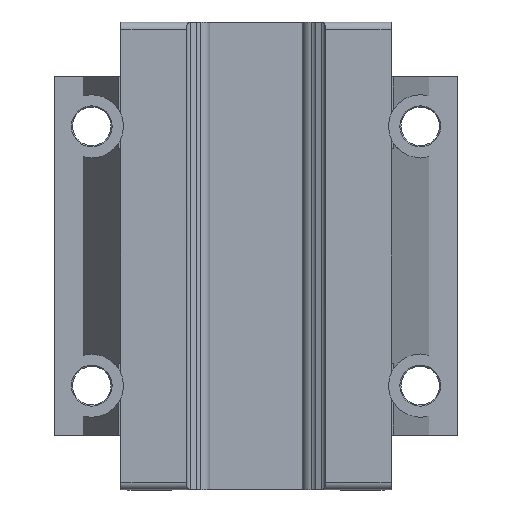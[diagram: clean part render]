
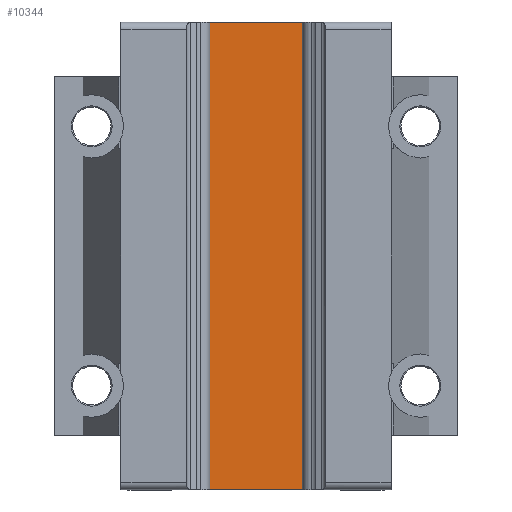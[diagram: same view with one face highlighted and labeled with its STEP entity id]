
A CAD part, front view. The second image highlights one B-rep face of the part: STEP entity #10344.
In plain terms, the highlighted planar face has unit normal (0, -1, 0).
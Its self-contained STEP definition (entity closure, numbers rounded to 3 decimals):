
#86 = EDGE_CURVE ( 'NONE', #17984, #17309, #11035, .T. ) ;
#436 = EDGE_CURVE ( 'NONE', #18165, #17406, #9084, .T. ) ;
#3149 = VECTOR ( 'NONE', #8216, 1000. ) ;
#5701 = LINE ( 'NONE', #8222, #5712 ) ;
#5712 = VECTOR ( 'NONE', #8218, 1000. ) ;
#5713 = LINE ( 'NONE', #8219, #3149 ) ;
#6232 = CARTESIAN_POINT ( 'NONE',  ( -8.834, 6.3, -9.45 ) ) ;
#6252 = CARTESIAN_POINT ( 'NONE',  ( 8.834, 6.3, 71.65 ) ) ;
#6466 = CARTESIAN_POINT ( 'NONE',  ( 8.834, 6.3, -9.45 ) ) ;
#6647 = CARTESIAN_POINT ( 'NONE',  ( -8.834, 6.3, 71.65 ) ) ;
#7441 = ORIENTED_EDGE ( 'NONE', *, *, #86, .F. ) ;
#7444 = ORIENTED_EDGE ( 'NONE', *, *, #8477, .F. ) ;
#7445 = ORIENTED_EDGE ( 'NONE', *, *, #436, .F. ) ;
#7447 = ORIENTED_EDGE ( 'NONE', *, *, #8478, .T. ) ;
#8216 = DIRECTION ( 'NONE',  ( 0., 0., 1. ) ) ;
#8218 = DIRECTION ( 'NONE',  ( 0., 0., 1. ) ) ;
#8219 = CARTESIAN_POINT ( 'NONE',  ( 8.834, 6.3, -9.5 ) ) ;
#8222 = CARTESIAN_POINT ( 'NONE',  ( -8.834, 6.3, -9.5 ) ) ;
#8477 = EDGE_CURVE ( 'NONE', #17309, #18165, #5701, .T. ) ;
#8478 = EDGE_CURVE ( 'NONE', #17984, #17406, #5713, .T. ) ;
#8607 = DIRECTION ( 'NONE',  ( 1., 0., 0. ) ) ;
#8608 = CARTESIAN_POINT ( 'NONE',  ( -23.5, 6.3, 71.65 ) ) ;
#9084 = LINE ( 'NONE', #8608, #9089 ) ;
#9089 = VECTOR ( 'NONE', #8607, 1000. ) ;
#10344 = ADVANCED_FACE ( 'NONE', ( #12496 ), #13632, .F. ) ;
#11003 = VECTOR ( 'NONE', #17427, 1000. ) ;
#11035 = LINE ( 'NONE', #17445, #11003 ) ;
#12496 = FACE_OUTER_BOUND ( 'NONE', #14936, .T. ) ;
#13549 = CARTESIAN_POINT ( 'NONE',  ( 8.834, 6.3, -9.5 ) ) ;
#13594 = DIRECTION ( 'NONE',  ( 0., 0., 1. ) ) ;
#13630 = DIRECTION ( 'NONE',  ( 0., 1., 0. ) ) ;
#13632 = PLANE ( 'NONE',  #14343 ) ;
#14343 = AXIS2_PLACEMENT_3D ( 'NONE', #13549, #13630, #13594 ) ;
#14936 = EDGE_LOOP ( 'NONE', ( #7447, #7445, #7444, #7441 ) ) ;
#17309 = VERTEX_POINT ( 'NONE', #6232 ) ;
#17406 = VERTEX_POINT ( 'NONE', #6252 ) ;
#17427 = DIRECTION ( 'NONE',  ( -1., 0., 0. ) ) ;
#17445 = CARTESIAN_POINT ( 'NONE',  ( -23.5, 6.3, -9.45 ) ) ;
#17984 = VERTEX_POINT ( 'NONE', #6466 ) ;
#18165 = VERTEX_POINT ( 'NONE', #6647 ) ;
